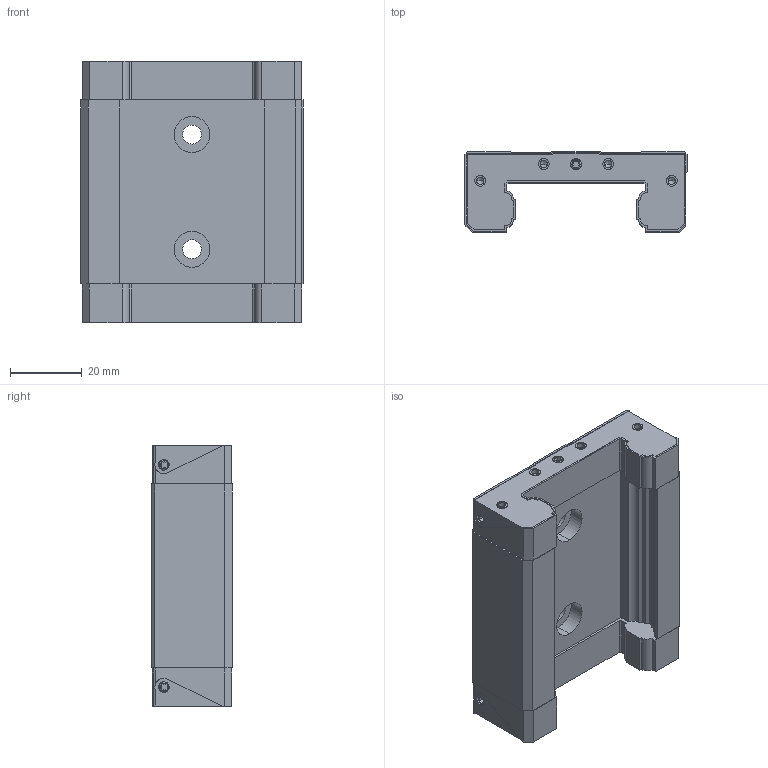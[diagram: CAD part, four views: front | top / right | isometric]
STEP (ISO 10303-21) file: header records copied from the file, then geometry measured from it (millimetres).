
FILE_DESCRIPTION (( 'STEP AP203' ), '1' );
FILE_NAME ('R1672_593_20_Bosch.step', '2026-01-12T07:50:08', ( '' ), ( '' ), 'SwSTEP 2.0', 'SolidWorks 2014', '' );
FILE_SCHEMA (( 'CONFIG_CONTROL_DESIGN' ));
Length unit declared in the file: millimetre
Products named in the file (4): R167150502_Z-1; R1672_593_20_Bosch; KWD_020_CNS_CS_FW; R343708901_Z-8
Assembly tree (9 placements, depth 2):
  R1672_593_20_Bosch
    KWD_020_CNS_CS_FW
    R167150502_Z-1  x2
    R343708901_Z-8  x6
Bounding box: 62 x 22.5 x 73.04 mm (x, y, z)
Volume: 51259.5 mm3; surface area: 24001.8 mm2
Topology: 9 solids, 9 shells, 409 faces, 1039 edges, 648 vertices
Faces by surface type: plane 212, cylinder 125, cone 72
Entity records: 7218 total; most frequent: DIRECTION 1176, CARTESIAN_POINT 1169, ORIENTED_EDGE 1108, EDGE_CURVE 554, AXIS2_PLACEMENT_3D 394, VECTOR 388, LINE 388, VERTEX_POINT 359
